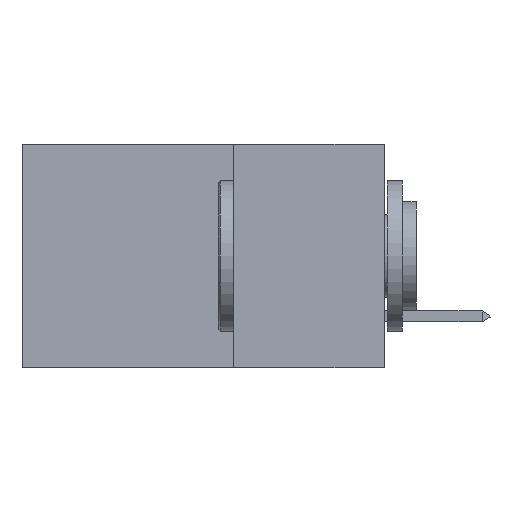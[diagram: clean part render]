
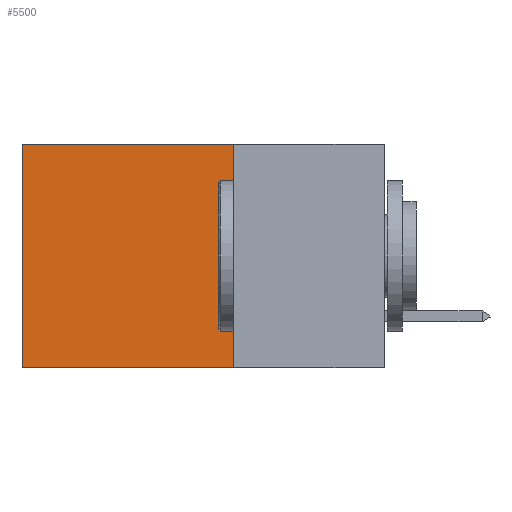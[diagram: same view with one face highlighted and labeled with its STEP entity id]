
A CAD part, left-side view. The second image highlights one B-rep face of the part: STEP entity #5500.
In plain terms, the highlighted planar face has unit normal (-1, 0, 0).
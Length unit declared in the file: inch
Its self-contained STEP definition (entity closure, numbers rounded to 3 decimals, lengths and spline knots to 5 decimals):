
#8 = EDGE_CURVE ( 'NONE', #15760, #248, #16888, .T. ) ;
#52 = LINE ( 'NONE', #16442, #4509 ) ;
#248 = VERTEX_POINT ( 'NONE', #3289 ) ;
#3119 = ORIENTED_EDGE ( 'NONE', *, *, #3152, .T. ) ;
#3152 = EDGE_CURVE ( 'NONE', #13057, #15760, #3176, .T. ) ;
#3176 = LINE ( 'NONE', #16426, #17380 ) ;
#3284 = CARTESIAN_POINT ( 'NONE',  ( 0.2875, 0.25, 0. ) ) ;
#3289 = CARTESIAN_POINT ( 'NONE',  ( 0.2875, 0.6, -0.37 ) ) ;
#4054 = EDGE_CURVE ( 'NONE', #13057, #8246, #5073, .T. ) ;
#4186 = FACE_OUTER_BOUND ( 'NONE', #4312, .T. ) ;
#4214 = DIRECTION ( 'NONE',  ( 0., 1., 0. ) ) ;
#4312 = EDGE_LOOP ( 'NONE', ( #13258, #14378, #12108, #3119 ) ) ;
#4362 = CARTESIAN_POINT ( 'NONE',  ( 0.2875, 0.6, 0. ) ) ;
#4509 = VECTOR ( 'NONE', #7446, 39.37008 ) ;
#5073 = LINE ( 'NONE', #10143, #17555 ) ;
#5500 = ADVANCED_FACE ( 'NONE', ( #4186 ), #16636, .F. ) ;
#7060 = DIRECTION ( 'NONE',  ( 1., 0., 0. ) ) ;
#7446 = DIRECTION ( 'NONE',  ( 0., 1., 0. ) ) ;
#8246 = VERTEX_POINT ( 'NONE', #14266 ) ;
#8389 = DIRECTION ( 'NONE',  ( 0., 0., -1. ) ) ;
#8557 = DIRECTION ( 'NONE',  ( 0., 0., -1. ) ) ;
#8713 = EDGE_CURVE ( 'NONE', #8246, #248, #52, .T. ) ;
#10143 = CARTESIAN_POINT ( 'NONE',  ( 0.2875, 0.25, 0. ) ) ;
#11209 = CARTESIAN_POINT ( 'NONE',  ( 0.2875, 0.25, 0. ) ) ;
#12108 = ORIENTED_EDGE ( 'NONE', *, *, #4054, .F. ) ;
#13057 = VERTEX_POINT ( 'NONE', #3284 ) ;
#13258 = ORIENTED_EDGE ( 'NONE', *, *, #8, .T. ) ;
#13368 = CARTESIAN_POINT ( 'NONE',  ( 0.2875, 0.6, 0. ) ) ;
#14266 = CARTESIAN_POINT ( 'NONE',  ( 0.2875, 0.25, -0.37 ) ) ;
#14267 = DIRECTION ( 'NONE',  ( 0., 0., -1. ) ) ;
#14378 = ORIENTED_EDGE ( 'NONE', *, *, #8713, .F. ) ;
#15760 = VERTEX_POINT ( 'NONE', #13368 ) ;
#16037 = AXIS2_PLACEMENT_3D ( 'NONE', #11209, #7060, #8389 ) ;
#16426 = CARTESIAN_POINT ( 'NONE',  ( 0.2875, 0.25, 0. ) ) ;
#16442 = CARTESIAN_POINT ( 'NONE',  ( 0.2875, 0.25, -0.37 ) ) ;
#16636 = PLANE ( 'NONE',  #16037 ) ;
#16888 = LINE ( 'NONE', #4362, #17298 ) ;
#17298 = VECTOR ( 'NONE', #8557, 39.37008 ) ;
#17380 = VECTOR ( 'NONE', #4214, 39.37008 ) ;
#17555 = VECTOR ( 'NONE', #14267, 39.37008 ) ;
